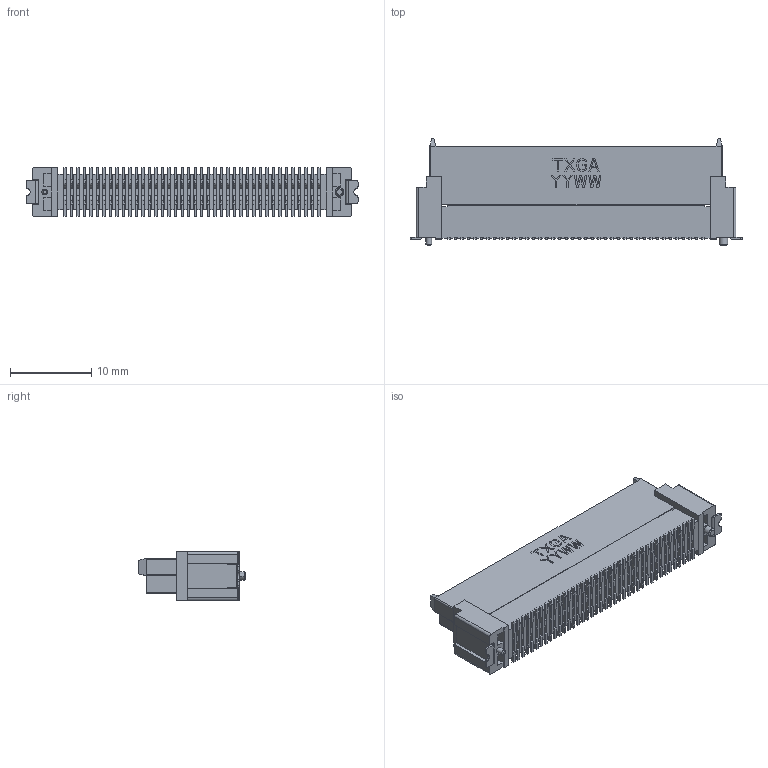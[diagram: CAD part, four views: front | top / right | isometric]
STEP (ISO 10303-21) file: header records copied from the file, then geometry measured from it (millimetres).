
FILE_DESCRIPTION((''),'2;1');
FILE_NAME('ASM0001_ASM','2025-10-15T13:44:56',('gongchengVV'),(''),'CREO PARAMETRIC BY PTC INC, 2020033','CREO PARAMETRIC BY PTC INC, 2020033','');
FILE_SCHEMA(('CONFIG_CONTROL_DESIGN'));
Products named in the file (1): ASM0001_ASM
Bounding box: 40.8 x 13.15 x 6 mm (x, y, z)
Volume: 1303.6 mm3; surface area: 5012.4 mm2
Topology: 1 solids, 1 shells, 2447 faces, 8317 edges, 5484 vertices
Faces by surface type: plane 2255, extrusion 160, cylinder 28, cone 4
Entity records: 97710 total; most frequent: CARTESIAN_POINT 25241, ORIENTED_EDGE 16634, DIRECTION 12779, EDGE_CURVE 8317, VECTOR 8093, LINE 7933, VERTEX_POINT 5484, EDGE_LOOP 2701
